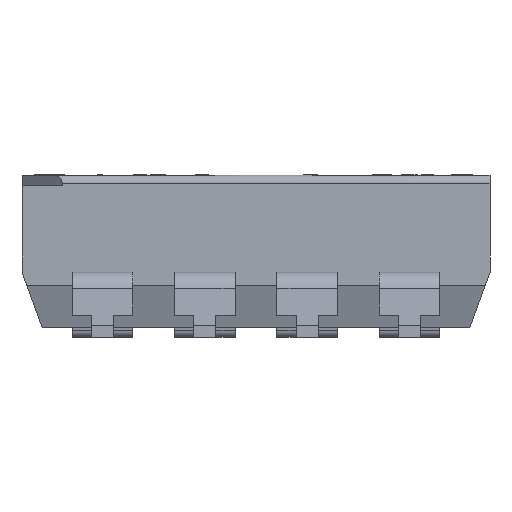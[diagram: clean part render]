
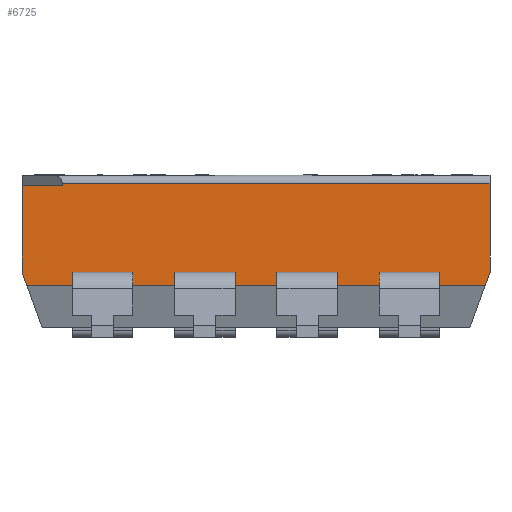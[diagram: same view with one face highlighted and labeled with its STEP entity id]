
A CAD part, left-side view. The second image highlights one B-rep face of the part: STEP entity #6725.
In plain terms, the highlighted planar face has unit normal (-1, 0, 0).
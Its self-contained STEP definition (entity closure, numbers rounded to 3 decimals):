
#4053 = EDGE_CURVE('',#4054,#4056,#4058,.T.);
#4054 = VERTEX_POINT('',#4055);
#4055 = CARTESIAN_POINT('',(-3.37,-2.02,1.32));
#4056 = VERTEX_POINT('',#4057);
#4057 = CARTESIAN_POINT('',(-3.37,-0.52,1.32));
#4058 = LINE('',#4059,#4060);
#4059 = CARTESIAN_POINT('',(-3.37,-5.815,1.32));
#4060 = VECTOR('',#4061,1.);
#4061 = DIRECTION('',(-0.,1.,0.));
#4086 = VERTEX_POINT('',#4087);
#4087 = CARTESIAN_POINT('',(-3.37,-2.02,1.62));
#4093 = EDGE_CURVE('',#4086,#4094,#4096,.T.);
#4094 = VERTEX_POINT('',#4095);
#4095 = CARTESIAN_POINT('',(-3.37,-0.52,1.62));
#4096 = LINE('',#4097,#4098);
#4097 = CARTESIAN_POINT('',(-3.37,-5.815,1.62));
#4098 = VECTOR('',#4099,1.);
#4099 = DIRECTION('',(-0.,1.,0.));
#4444 = VERTEX_POINT('',#4445);
#4445 = CARTESIAN_POINT('',(-3.37,2.02,1.32));
#4451 = EDGE_CURVE('',#4452,#4444,#4454,.T.);
#4452 = VERTEX_POINT('',#4453);
#4453 = CARTESIAN_POINT('',(-3.37,0.52,1.32));
#4454 = LINE('',#4455,#4456);
#4455 = CARTESIAN_POINT('',(-3.37,-5.815,1.32));
#4456 = VECTOR('',#4457,1.);
#4457 = DIRECTION('',(-0.,1.,0.));
#4473 = EDGE_CURVE('',#4474,#4476,#4478,.T.);
#4474 = VERTEX_POINT('',#4475);
#4475 = CARTESIAN_POINT('',(-3.37,0.52,1.62));
#4476 = VERTEX_POINT('',#4477);
#4477 = CARTESIAN_POINT('',(-3.37,2.02,1.62));
#4478 = LINE('',#4479,#4480);
#4479 = CARTESIAN_POINT('',(-3.37,-5.815,1.62));
#4480 = VECTOR('',#4481,1.);
#4481 = DIRECTION('',(-0.,1.,0.));
#4815 = VERTEX_POINT('',#4816);
#4816 = CARTESIAN_POINT('',(-3.37,-3.06,1.32));
#4822 = EDGE_CURVE('',#4823,#4815,#4825,.T.);
#4823 = VERTEX_POINT('',#4824);
#4824 = CARTESIAN_POINT('',(-3.37,-4.56,1.32));
#4825 = LINE('',#4826,#4827);
#4826 = CARTESIAN_POINT('',(-3.37,-5.815,1.32));
#4827 = VECTOR('',#4828,1.);
#4828 = DIRECTION('',(-0.,1.,0.));
#4844 = EDGE_CURVE('',#4845,#4847,#4849,.T.);
#4845 = VERTEX_POINT('',#4846);
#4846 = CARTESIAN_POINT('',(-3.37,-4.56,1.62));
#4847 = VERTEX_POINT('',#4848);
#4848 = CARTESIAN_POINT('',(-3.37,-3.06,1.62));
#4849 = LINE('',#4850,#4851);
#4850 = CARTESIAN_POINT('',(-3.37,-5.815,1.62));
#4851 = VECTOR('',#4852,1.);
#4852 = DIRECTION('',(-0.,1.,0.));
#6061 = VERTEX_POINT('',#6062);
#6062 = CARTESIAN_POINT('',(-3.37,4.56,1.32));
#6068 = EDGE_CURVE('',#6069,#6061,#6071,.T.);
#6069 = VERTEX_POINT('',#6070);
#6070 = CARTESIAN_POINT('',(-3.37,3.06,1.32));
#6071 = LINE('',#6072,#6073);
#6072 = CARTESIAN_POINT('',(-3.37,-5.815,1.32));
#6073 = VECTOR('',#6074,1.);
#6074 = DIRECTION('',(-0.,1.,0.));
#6101 = VERTEX_POINT('',#6102);
#6102 = CARTESIAN_POINT('',(-3.37,-5.695,1.294));
#6108 = EDGE_CURVE('',#6101,#6109,#6111,.T.);
#6109 = VERTEX_POINT('',#6110);
#6110 = CARTESIAN_POINT('',(-3.37,5.695,1.294));
#6111 = LINE('',#6112,#6113);
#6112 = CARTESIAN_POINT('',(-3.37,-5.815,1.294));
#6113 = VECTOR('',#6114,1.);
#6114 = DIRECTION('',(-0.,1.,0.));
#6698 = VERTEX_POINT('',#6699);
#6699 = CARTESIAN_POINT('',(-3.37,4.817,3.829));
#6706 = EDGE_CURVE('',#6707,#6698,#6709,.T.);
#6707 = VERTEX_POINT('',#6708);
#6708 = CARTESIAN_POINT('',(-3.37,-5.815,3.829));
#6709 = LINE('',#6710,#6711);
#6710 = CARTESIAN_POINT('',(-3.37,-5.815,3.829));
#6711 = VECTOR('',#6712,1.);
#6712 = DIRECTION('',(-0.,1.,0.));
#6725 = ADVANCED_FACE('',(#6726,#6742,#6758,#6806,#6822),#6847,.F.);
#6726 = FACE_BOUND('',#6727,.T.);
#6727 = EDGE_LOOP('',(#6728,#6734,#6735,#6741));
#6728 = ORIENTED_EDGE('',*,*,#6729,.F.);
#6729 = EDGE_CURVE('',#4054,#4086,#6730,.T.);
#6730 = LINE('',#6731,#6732);
#6731 = CARTESIAN_POINT('',(-3.37,-2.02,0.));
#6732 = VECTOR('',#6733,1.);
#6733 = DIRECTION('',(0.,0.,1.));
#6734 = ORIENTED_EDGE('',*,*,#4053,.T.);
#6735 = ORIENTED_EDGE('',*,*,#6736,.T.);
#6736 = EDGE_CURVE('',#4056,#4094,#6737,.T.);
#6737 = LINE('',#6738,#6739);
#6738 = CARTESIAN_POINT('',(-3.37,-0.52,0.));
#6739 = VECTOR('',#6740,1.);
#6740 = DIRECTION('',(0.,0.,1.));
#6741 = ORIENTED_EDGE('',*,*,#4093,.F.);
#6742 = FACE_BOUND('',#6743,.T.);
#6743 = EDGE_LOOP('',(#6744,#6745,#6751,#6752));
#6744 = ORIENTED_EDGE('',*,*,#4822,.T.);
#6745 = ORIENTED_EDGE('',*,*,#6746,.T.);
#6746 = EDGE_CURVE('',#4815,#4847,#6747,.T.);
#6747 = LINE('',#6748,#6749);
#6748 = CARTESIAN_POINT('',(-3.37,-3.06,0.));
#6749 = VECTOR('',#6750,1.);
#6750 = DIRECTION('',(0.,0.,1.));
#6751 = ORIENTED_EDGE('',*,*,#4844,.F.);
#6752 = ORIENTED_EDGE('',*,*,#6753,.F.);
#6753 = EDGE_CURVE('',#4823,#4845,#6754,.T.);
#6754 = LINE('',#6755,#6756);
#6755 = CARTESIAN_POINT('',(-3.37,-4.56,0.));
#6756 = VECTOR('',#6757,1.);
#6757 = DIRECTION('',(0.,0.,1.));
#6758 = FACE_BOUND('',#6759,.T.);
#6759 = EDGE_LOOP('',(#6760,#6761,#6769,#6775,#6776,#6784,#6792,#6800));
#6760 = ORIENTED_EDGE('',*,*,#6108,.F.);
#6761 = ORIENTED_EDGE('',*,*,#6762,.T.);
#6762 = EDGE_CURVE('',#6101,#6763,#6765,.T.);
#6763 = VERTEX_POINT('',#6764);
#6764 = CARTESIAN_POINT('',(-3.37,-5.815,1.624));
#6765 = LINE('',#6766,#6767);
#6766 = CARTESIAN_POINT('',(-3.37,-5.815,1.624));
#6767 = VECTOR('',#6768,1.);
#6768 = DIRECTION('',(0.,-0.342,0.94
    ));
#6769 = ORIENTED_EDGE('',*,*,#6770,.F.);
#6770 = EDGE_CURVE('',#6707,#6763,#6771,.T.);
#6771 = LINE('',#6772,#6773);
#6772 = CARTESIAN_POINT('',(-3.37,-5.815,1.32));
#6773 = VECTOR('',#6774,1.);
#6774 = DIRECTION('',(0.,0.,-1.));
#6775 = ORIENTED_EDGE('',*,*,#6706,.T.);
#6776 = ORIENTED_EDGE('',*,*,#6777,.T.);
#6777 = EDGE_CURVE('',#6698,#6778,#6780,.T.);
#6778 = VERTEX_POINT('',#6779);
#6779 = CARTESIAN_POINT('',(-3.37,4.817,3.779));
#6780 = LINE('',#6781,#6782);
#6781 = CARTESIAN_POINT('',(-3.37,4.817,3.829));
#6782 = VECTOR('',#6783,1.);
#6783 = DIRECTION('',(0.,0.,-1.));
#6784 = ORIENTED_EDGE('',*,*,#6785,.F.);
#6785 = EDGE_CURVE('',#6786,#6778,#6788,.T.);
#6786 = VERTEX_POINT('',#6787);
#6787 = CARTESIAN_POINT('',(-3.37,5.815,3.779));
#6788 = LINE('',#6789,#6790);
#6789 = CARTESIAN_POINT('',(-3.37,-5.815,3.779));
#6790 = VECTOR('',#6791,1.);
#6791 = DIRECTION('',(0.,-1.,0.));
#6792 = ORIENTED_EDGE('',*,*,#6793,.T.);
#6793 = EDGE_CURVE('',#6786,#6794,#6796,.T.);
#6794 = VERTEX_POINT('',#6795);
#6795 = CARTESIAN_POINT('',(-3.37,5.815,1.624));
#6796 = LINE('',#6797,#6798);
#6797 = CARTESIAN_POINT('',(-3.37,5.815,3.829));
#6798 = VECTOR('',#6799,1.);
#6799 = DIRECTION('',(0.,0.,-1.));
#6800 = ORIENTED_EDGE('',*,*,#6801,.T.);
#6801 = EDGE_CURVE('',#6794,#6109,#6802,.T.);
#6802 = LINE('',#6803,#6804);
#6803 = CARTESIAN_POINT('',(-3.37,5.315,0.25));
#6804 = VECTOR('',#6805,1.);
#6805 = DIRECTION('',(0.,-0.342,-0.94
    ));
#6806 = FACE_BOUND('',#6807,.T.);
#6807 = EDGE_LOOP('',(#6808,#6809,#6815,#6816));
#6808 = ORIENTED_EDGE('',*,*,#4451,.T.);
#6809 = ORIENTED_EDGE('',*,*,#6810,.T.);
#6810 = EDGE_CURVE('',#4444,#4476,#6811,.T.);
#6811 = LINE('',#6812,#6813);
#6812 = CARTESIAN_POINT('',(-3.37,2.02,0.));
#6813 = VECTOR('',#6814,1.);
#6814 = DIRECTION('',(0.,0.,1.));
#6815 = ORIENTED_EDGE('',*,*,#4473,.F.);
#6816 = ORIENTED_EDGE('',*,*,#6817,.F.);
#6817 = EDGE_CURVE('',#4452,#4474,#6818,.T.);
#6818 = LINE('',#6819,#6820);
#6819 = CARTESIAN_POINT('',(-3.37,0.52,0.));
#6820 = VECTOR('',#6821,1.);
#6821 = DIRECTION('',(0.,0.,1.));
#6822 = FACE_BOUND('',#6823,.T.);
#6823 = EDGE_LOOP('',(#6824,#6825,#6833,#6841));
#6824 = ORIENTED_EDGE('',*,*,#6068,.T.);
#6825 = ORIENTED_EDGE('',*,*,#6826,.T.);
#6826 = EDGE_CURVE('',#6061,#6827,#6829,.T.);
#6827 = VERTEX_POINT('',#6828);
#6828 = CARTESIAN_POINT('',(-3.37,4.56,1.62));
#6829 = LINE('',#6830,#6831);
#6830 = CARTESIAN_POINT('',(-3.37,4.56,0.));
#6831 = VECTOR('',#6832,1.);
#6832 = DIRECTION('',(0.,0.,1.));
#6833 = ORIENTED_EDGE('',*,*,#6834,.F.);
#6834 = EDGE_CURVE('',#6835,#6827,#6837,.T.);
#6835 = VERTEX_POINT('',#6836);
#6836 = CARTESIAN_POINT('',(-3.37,3.06,1.62));
#6837 = LINE('',#6838,#6839);
#6838 = CARTESIAN_POINT('',(-3.37,-5.815,1.62));
#6839 = VECTOR('',#6840,1.);
#6840 = DIRECTION('',(-0.,1.,0.));
#6841 = ORIENTED_EDGE('',*,*,#6842,.F.);
#6842 = EDGE_CURVE('',#6069,#6835,#6843,.T.);
#6843 = LINE('',#6844,#6845);
#6844 = CARTESIAN_POINT('',(-3.37,3.06,0.));
#6845 = VECTOR('',#6846,1.);
#6846 = DIRECTION('',(0.,0.,1.));
#6847 = PLANE('',#6848);
#6848 = AXIS2_PLACEMENT_3D('',#6849,#6850,#6851);
#6849 = CARTESIAN_POINT('',(-3.37,-5.815,3.829));
#6850 = DIRECTION('',(1.,0.,0.));
#6851 = DIRECTION('',(0.,0.,1.));
